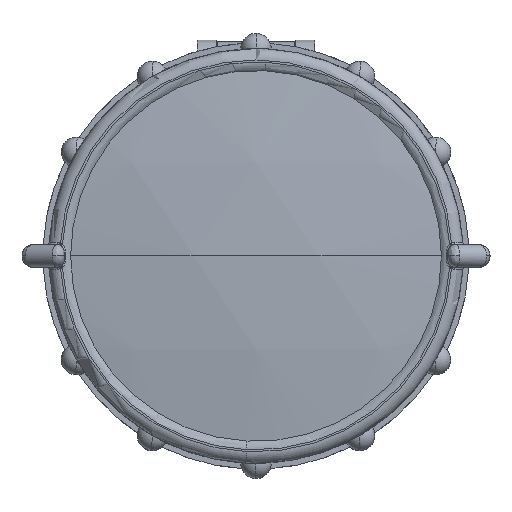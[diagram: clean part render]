
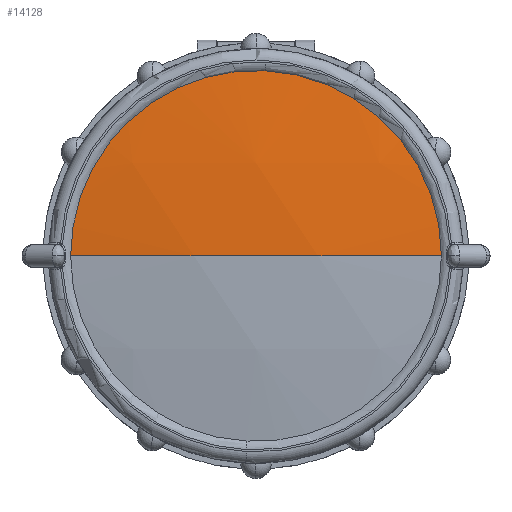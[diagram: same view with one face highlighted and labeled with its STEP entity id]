
A CAD part, top view. The second image highlights one B-rep face of the part: STEP entity #14128.
In plain terms, the highlighted spherical face has radius 335 mm.
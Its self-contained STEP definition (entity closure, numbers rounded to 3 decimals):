
#712 = VERTEX_POINT ( 'NONE', #4291 ) ;
#1752 = CARTESIAN_POINT ( 'NONE',  ( 0., 0., 13.468 ) ) ;
#2504 = DIRECTION ( 'NONE',  ( 0., -1., 0. ) ) ;
#2570 = DIRECTION ( 'NONE',  ( 0., -1., 0. ) ) ;
#2885 = ORIENTED_EDGE ( 'NONE', *, *, #15817, .F. ) ;
#2945 = DIRECTION ( 'NONE',  ( 0., 0., -1. ) ) ;
#4291 = CARTESIAN_POINT ( 'NONE',  ( 2.372, 48.664, 13.468 ) ) ;
#9824 = SPHERICAL_SURFACE ( 'NONE', #33693, 335. ) ;
#9830 = CARTESIAN_POINT ( 'NONE',  ( 0., 0., -317.971 ) ) ;
#10032 = DIRECTION ( 'NONE',  ( 1., 0., 0. ) ) ;
#11204 = CIRCLE ( 'NONE', #27107, 48.721 ) ;
#12276 = AXIS2_PLACEMENT_3D ( 'NONE', #9830, #24177, #10032 ) ;
#12378 = VERTEX_POINT ( 'NONE', #14523 ) ;
#13457 = FACE_OUTER_BOUND ( 'NONE', #18690, .T. ) ;
#13979 = CARTESIAN_POINT ( 'NONE',  ( 48.721, 0., 13.468 ) ) ;
#14128 = ADVANCED_FACE ( 'NONE', ( #13457 ), #9824, .T. ) ;
#14523 = CARTESIAN_POINT ( 'NONE',  ( -48.721, 0., 13.468 ) ) ;
#15757 = DIRECTION ( 'NONE',  ( 0.147, 0., 0.989 ) ) ;
#15817 = EDGE_CURVE ( 'NONE', #712, #20163, #11204, .T. ) ;
#18690 = EDGE_LOOP ( 'NONE', ( #30598, #2885, #20411 ) ) ;
#20163 = VERTEX_POINT ( 'NONE', #13979 ) ;
#20411 = ORIENTED_EDGE ( 'NONE', *, *, #30496, .F. ) ;
#23887 = CIRCLE ( 'NONE', #12276, 335. ) ;
#24177 = DIRECTION ( 'NONE',  ( 0., -1., 0. ) ) ;
#24942 = CARTESIAN_POINT ( 'NONE',  ( 0., 0., -317.971 ) ) ;
#27107 = AXIS2_PLACEMENT_3D ( 'NONE', #1752, #34622, #2504 ) ;
#27977 = AXIS2_PLACEMENT_3D ( 'NONE', #36803, #2945, #2570 ) ;
#30289 = DIRECTION ( 'NONE',  ( 0., 1., 0. ) ) ;
#30496 = EDGE_CURVE ( 'NONE', #12378, #712, #33476, .T. ) ;
#30598 = ORIENTED_EDGE ( 'NONE', *, *, #35452, .F. ) ;
#33476 = CIRCLE ( 'NONE', #27977, 48.721 ) ;
#33693 = AXIS2_PLACEMENT_3D ( 'NONE', #24942, #30289, #15757 ) ;
#34622 = DIRECTION ( 'NONE',  ( 0., 0., -1. ) ) ;
#35452 = EDGE_CURVE ( 'NONE', #20163, #12378, #23887, .T. ) ;
#36803 = CARTESIAN_POINT ( 'NONE',  ( 0., 0., 13.468 ) ) ;
